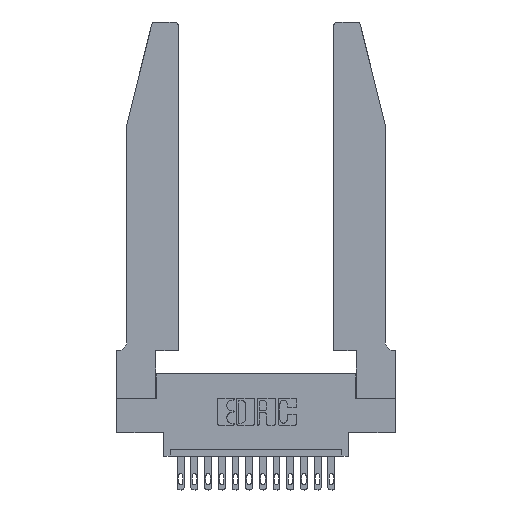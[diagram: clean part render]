
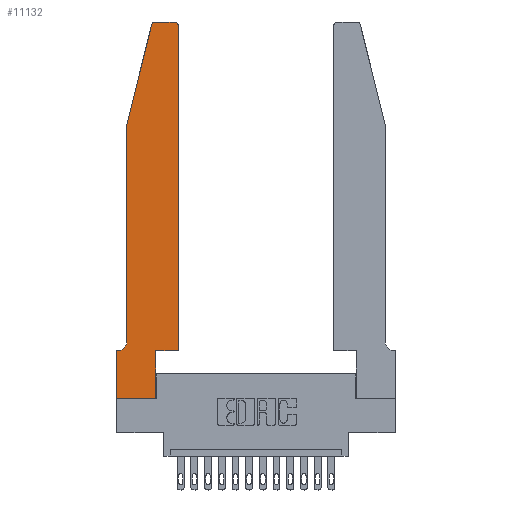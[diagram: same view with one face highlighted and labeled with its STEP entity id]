
A CAD part, top view. The second image highlights one B-rep face of the part: STEP entity #11132.
In plain terms, the highlighted planar face has unit normal (0, 0, 1).
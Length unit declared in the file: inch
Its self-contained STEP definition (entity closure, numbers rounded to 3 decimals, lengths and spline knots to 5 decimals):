
#192 = DIRECTION ( 'NONE',  ( 0., 0., 1. ) ) ;
#324 = CARTESIAN_POINT ( 'NONE',  ( 0.0055, 0.42, 0.37 ) ) ;
#414 = CIRCLE ( 'NONE', #8875, 0.03 ) ;
#449 = CARTESIAN_POINT ( 'NONE',  ( 0., 0., 0.37 ) ) ;
#496 = VERTEX_POINT ( 'NONE', #5893 ) ;
#567 = DIRECTION ( 'NONE',  ( 0., 0., 1. ) ) ;
#687 = DIRECTION ( 'NONE',  ( 0., -1., 0. ) ) ;
#835 = PLANE ( 'NONE',  #6619 ) ;
#892 = LINE ( 'NONE', #15922, #14730 ) ;
#980 = VECTOR ( 'NONE', #8195, 39.37008 ) ;
#1004 = VECTOR ( 'NONE', #17218, 39.37008 ) ;
#1007 = DIRECTION ( 'NONE',  ( 0., 0., 1. ) ) ;
#1015 = ORIENTED_EDGE ( 'NONE', *, *, #14717, .T. ) ;
#1317 = VECTOR ( 'NONE', #16470, 39.37008 ) ;
#1408 = DIRECTION ( 'NONE',  ( 1., 0., 0. ) ) ;
#1471 = AXIS2_PLACEMENT_3D ( 'NONE', #9776, #192, #1408 ) ;
#1594 = ORIENTED_EDGE ( 'NONE', *, *, #14869, .T. ) ;
#1758 = CARTESIAN_POINT ( 'NONE',  ( 0.0755, 0.35, 0.37 ) ) ;
#1889 = CARTESIAN_POINT ( 'NONE',  ( 0.4505, 0.35, 0.37 ) ) ;
#1954 = DIRECTION ( 'NONE',  ( 0., -1., 0. ) ) ;
#2025 = CARTESIAN_POINT ( 'NONE',  ( 0.0055, 0.35, 0.37 ) ) ;
#2133 = VECTOR ( 'NONE', #687, 39.37008 ) ;
#2165 = EDGE_CURVE ( 'NONE', #6411, #4098, #15263, .T. ) ;
#2191 = CARTESIAN_POINT ( 'NONE',  ( 0., 0.35, 0.37 ) ) ;
#2532 = CARTESIAN_POINT ( 'NONE',  ( 0.0755, 2., 0.37 ) ) ;
#2595 = CARTESIAN_POINT ( 'NONE',  ( 0.4505, 2.72, 0.37 ) ) ;
#3637 = VECTOR ( 'NONE', #6865, 39.37008 ) ;
#3811 = VERTEX_POINT ( 'NONE', #449 ) ;
#4081 = EDGE_CURVE ( 'NONE', #4893, #13778, #13262, .T. ) ;
#4098 = VERTEX_POINT ( 'NONE', #17304 ) ;
#4113 = CARTESIAN_POINT ( 'NONE',  ( 0.2865, 0., 0.37 ) ) ;
#4228 = ORIENTED_EDGE ( 'NONE', *, *, #11629, .T. ) ;
#4843 = CARTESIAN_POINT ( 'NONE',  ( 0.4505, 0.35, 0.37 ) ) ;
#4893 = VERTEX_POINT ( 'NONE', #17769 ) ;
#5012 = CARTESIAN_POINT ( 'NONE',  ( 0.0755, 0.42, 0.37 ) ) ;
#5531 = CARTESIAN_POINT ( 'NONE',  ( 0.2605, 2.75, 0.37 ) ) ;
#5681 = DIRECTION ( 'NONE',  ( 0., 0., -1. ) ) ;
#5736 = VERTEX_POINT ( 'NONE', #16243 ) ;
#5809 = EDGE_CURVE ( 'NONE', #15447, #10190, #892, .T. ) ;
#5835 = LINE ( 'NONE', #2532, #1317 ) ;
#5893 = CARTESIAN_POINT ( 'NONE',  ( 0.25487, 2.72718, 0.37 ) ) ;
#6170 = CARTESIAN_POINT ( 'NONE',  ( 0.284, 2.72, 0.37 ) ) ;
#6193 = FACE_OUTER_BOUND ( 'NONE', #15691, .T. ) ;
#6212 = ORIENTED_EDGE ( 'NONE', *, *, #5809, .T. ) ;
#6384 = LINE ( 'NONE', #10410, #10516 ) ;
#6411 = VERTEX_POINT ( 'NONE', #2025 ) ;
#6619 = AXIS2_PLACEMENT_3D ( 'NONE', #2191, #1007, #9189 ) ;
#6690 = EDGE_CURVE ( 'NONE', #4098, #3811, #11889, .T. ) ;
#6716 = EDGE_CURVE ( 'NONE', #5736, #496, #414, .T. ) ;
#6865 = DIRECTION ( 'NONE',  ( 1., 0., 0. ) ) ;
#7099 = ORIENTED_EDGE ( 'NONE', *, *, #10082, .T. ) ;
#7186 = LINE ( 'NONE', #1889, #10224 ) ;
#7242 = CARTESIAN_POINT ( 'NONE',  ( 0.4205, 2.75, 0.37 ) ) ;
#7343 = ORIENTED_EDGE ( 'NONE', *, *, #11696, .T. ) ;
#7489 = ORIENTED_EDGE ( 'NONE', *, *, #6690, .T. ) ;
#7893 = DIRECTION ( 'NONE',  ( 1., 0., 0. ) ) ;
#8195 = DIRECTION ( 'NONE',  ( -1., 0., 0. ) ) ;
#8336 = CARTESIAN_POINT ( 'NONE',  ( 0., 0., 0.37 ) ) ;
#8493 = CARTESIAN_POINT ( 'NONE',  ( 0.0755, 2., 0.37 ) ) ;
#8686 = VERTEX_POINT ( 'NONE', #7242 ) ;
#8875 = AXIS2_PLACEMENT_3D ( 'NONE', #6170, #567, #11814 ) ;
#9115 = VECTOR ( 'NONE', #7893, 39.37008 ) ;
#9189 = DIRECTION ( 'NONE',  ( 1., 0., 0. ) ) ;
#9776 = CARTESIAN_POINT ( 'NONE',  ( 0.4205, 2.72, 0.37 ) ) ;
#10043 = ORIENTED_EDGE ( 'NONE', *, *, #15735, .T. ) ;
#10082 = EDGE_CURVE ( 'NONE', #3811, #13535, #10998, .T. ) ;
#10158 = CIRCLE ( 'NONE', #1471, 0.03 ) ;
#10190 = VERTEX_POINT ( 'NONE', #5012 ) ;
#10224 = VECTOR ( 'NONE', #11821, 39.37008 ) ;
#10410 = CARTESIAN_POINT ( 'NONE',  ( 0.2865, 0.35, 0.37 ) ) ;
#10516 = VECTOR ( 'NONE', #11818, 39.37008 ) ;
#10998 = LINE ( 'NONE', #16188, #3637 ) ;
#11132 = ADVANCED_FACE ( 'NONE', ( #6193 ), #835, .T. ) ;
#11169 = ORIENTED_EDGE ( 'NONE', *, *, #4081, .T. ) ;
#11443 = DIRECTION ( 'NONE',  ( -1., 0., 0. ) ) ;
#11568 = LINE ( 'NONE', #5531, #980 ) ;
#11629 = EDGE_CURVE ( 'NONE', #10190, #6411, #13321, .T. ) ;
#11696 = EDGE_CURVE ( 'NONE', #13535, #4893, #6384, .T. ) ;
#11814 = DIRECTION ( 'NONE',  ( 1., 0., 0. ) ) ;
#11818 = DIRECTION ( 'NONE',  ( 0., 1., 0. ) ) ;
#11821 = DIRECTION ( 'NONE',  ( 0., 1., 0. ) ) ;
#11889 = LINE ( 'NONE', #8336, #2133 ) ;
#11948 = ORIENTED_EDGE ( 'NONE', *, *, #2165, .T. ) ;
#12028 = CARTESIAN_POINT ( 'NONE',  ( 0.4505, 0.35, 0.37 ) ) ;
#13262 = LINE ( 'NONE', #12028, #9115 ) ;
#13321 = CIRCLE ( 'NONE', #15793, 0.07 ) ;
#13535 = VERTEX_POINT ( 'NONE', #4113 ) ;
#13562 = ORIENTED_EDGE ( 'NONE', *, *, #17749, .T. ) ;
#13778 = VERTEX_POINT ( 'NONE', #4843 ) ;
#14685 = VERTEX_POINT ( 'NONE', #2595 ) ;
#14717 = EDGE_CURVE ( 'NONE', #496, #15447, #5835, .T. ) ;
#14730 = VECTOR ( 'NONE', #1954, 39.37008 ) ;
#14869 = EDGE_CURVE ( 'NONE', #14685, #8686, #10158, .T. ) ;
#15263 = LINE ( 'NONE', #1758, #1004 ) ;
#15447 = VERTEX_POINT ( 'NONE', #8493 ) ;
#15691 = EDGE_LOOP ( 'NONE', ( #10043, #17560, #1015, #6212, #4228, #11948, #7489, #7099, #7343, #11169, #13562, #1594 ) ) ;
#15735 = EDGE_CURVE ( 'NONE', #8686, #5736, #11568, .T. ) ;
#15793 = AXIS2_PLACEMENT_3D ( 'NONE', #324, #5681, #11443 ) ;
#15922 = CARTESIAN_POINT ( 'NONE',  ( 0.0755, 2., 0.37 ) ) ;
#16188 = CARTESIAN_POINT ( 'NONE',  ( 0., 0., 0.37 ) ) ;
#16243 = CARTESIAN_POINT ( 'NONE',  ( 0.284, 2.75, 0.37 ) ) ;
#16470 = DIRECTION ( 'NONE',  ( -0.239, -0.971, 0. ) ) ;
#17218 = DIRECTION ( 'NONE',  ( -1., 0., 0. ) ) ;
#17304 = CARTESIAN_POINT ( 'NONE',  ( 0., 0.35, 0.37 ) ) ;
#17560 = ORIENTED_EDGE ( 'NONE', *, *, #6716, .T. ) ;
#17749 = EDGE_CURVE ( 'NONE', #13778, #14685, #7186, .T. ) ;
#17769 = CARTESIAN_POINT ( 'NONE',  ( 0.2865, 0.35, 0.37 ) ) ;
